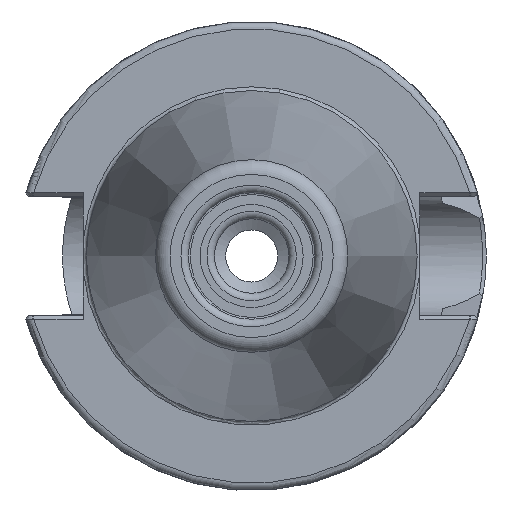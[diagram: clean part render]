
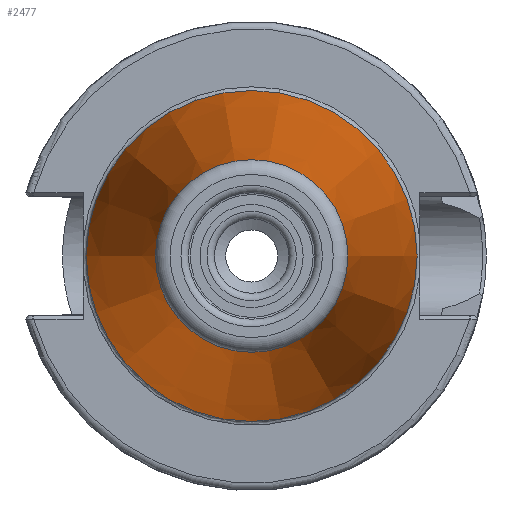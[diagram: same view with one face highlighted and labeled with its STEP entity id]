
A CAD part, left-side view. The second image highlights one B-rep face of the part: STEP entity #2477.
In plain terms, the highlighted conical face has half-angle 8.297 degrees and reference radius 17.581 mm.
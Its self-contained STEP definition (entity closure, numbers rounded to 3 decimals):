
#71=CONICAL_SURFACE('',#2703,17.581,0.145);
#150=LINE('',#4720,#266);
#266=VECTOR('',#3241,17.581);
#490=FACE_OUTER_BOUND('',#631,.T.);
#631=EDGE_LOOP('',(#1956,#1957,#1958,#1959,#1960,#1961,#1962));
#783=CIRCLE('',#2699,12.937);
#784=CIRCLE('',#2700,12.937);
#785=CIRCLE('',#2701,12.937);
#787=CIRCLE('',#2704,22.225);
#788=CIRCLE('',#2705,22.225);
#1042=VERTEX_POINT('',#4708);
#1043=VERTEX_POINT('',#4709);
#1044=VERTEX_POINT('',#4711);
#1045=VERTEX_POINT('',#4716);
#1046=VERTEX_POINT('',#4717);
#1374=EDGE_CURVE('',#1042,#1043,#783,.T.);
#1375=EDGE_CURVE('',#1044,#1042,#784,.T.);
#1376=EDGE_CURVE('',#1043,#1044,#785,.T.);
#1378=EDGE_CURVE('',#1045,#1046,#787,.T.);
#1379=EDGE_CURVE('',#1046,#1045,#788,.T.);
#1380=EDGE_CURVE('',#1046,#1044,#150,.T.);
#1956=ORIENTED_EDGE('',*,*,#1378,.F.);
#1957=ORIENTED_EDGE('',*,*,#1379,.F.);
#1958=ORIENTED_EDGE('',*,*,#1380,.T.);
#1959=ORIENTED_EDGE('',*,*,#1375,.T.);
#1960=ORIENTED_EDGE('',*,*,#1374,.T.);
#1961=ORIENTED_EDGE('',*,*,#1376,.T.);
#1962=ORIENTED_EDGE('',*,*,#1380,.F.);
#2477=ADVANCED_FACE('',(#490),#71,.T.);
#2699=AXIS2_PLACEMENT_3D('',#4710,#3227,#3228);
#2700=AXIS2_PLACEMENT_3D('',#4712,#3229,#3230);
#2701=AXIS2_PLACEMENT_3D('',#4713,#3231,#3232);
#2703=AXIS2_PLACEMENT_3D('',#4715,#3235,#3236);
#2704=AXIS2_PLACEMENT_3D('',#4718,#3237,#3238);
#2705=AXIS2_PLACEMENT_3D('',#4719,#3239,#3240);
#3227=DIRECTION('center_axis',(1.,0.,0.));
#3228=DIRECTION('ref_axis',(0.,0.,-1.));
#3229=DIRECTION('center_axis',(1.,0.,0.));
#3230=DIRECTION('ref_axis',(0.,0.,-1.));
#3231=DIRECTION('center_axis',(1.,0.,0.));
#3232=DIRECTION('ref_axis',(0.,0.,-1.));
#3235=DIRECTION('center_axis',(1.,0.,0.));
#3236=DIRECTION('ref_axis',(0.,1.,0.));
#3237=DIRECTION('center_axis',(1.,0.,0.));
#3238=DIRECTION('ref_axis',(0.,0.,-1.));
#3239=DIRECTION('center_axis',(1.,0.,0.));
#3240=DIRECTION('ref_axis',(0.,0.,-1.));
#3241=DIRECTION('',(-0.99,0.144,0.));
#4708=CARTESIAN_POINT('',(-63.689,12.937,0.));
#4709=CARTESIAN_POINT('',(-63.689,0.,12.937));
#4710=CARTESIAN_POINT('Origin',(-63.689,0.,
0.));
#4711=CARTESIAN_POINT('',(-63.689,-12.937,0.));
#4712=CARTESIAN_POINT('Origin',(-63.689,0.,
0.));
#4713=CARTESIAN_POINT('Origin',(-63.689,0.,
0.));
#4715=CARTESIAN_POINT('Origin',(-31.844,0.,
0.));
#4716=CARTESIAN_POINT('',(0.,22.225,0.));
#4717=CARTESIAN_POINT('',(0.,-22.225,0.));
#4718=CARTESIAN_POINT('Origin',(0.,0.,
0.));
#4719=CARTESIAN_POINT('Origin',(0.,0.,
0.));
#4720=CARTESIAN_POINT('',(-31.844,-17.581,0.));
